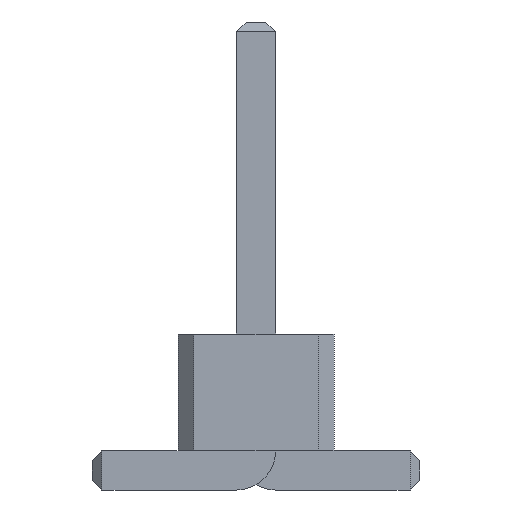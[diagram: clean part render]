
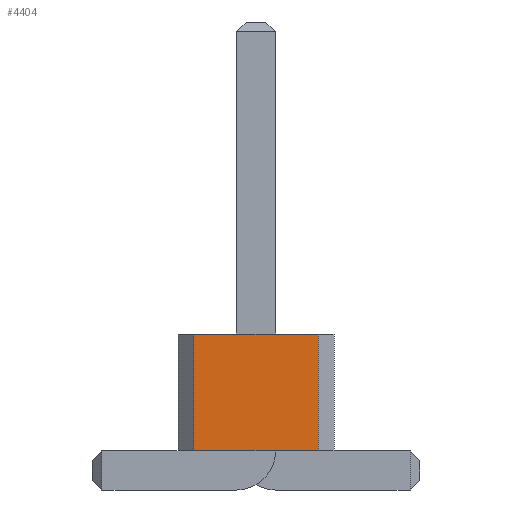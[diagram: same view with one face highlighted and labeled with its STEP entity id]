
A CAD part, front view. The second image highlights one B-rep face of the part: STEP entity #4404.
In plain terms, the highlighted planar face has unit normal (0, -1, 0).
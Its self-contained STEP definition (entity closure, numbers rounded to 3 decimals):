
#830 = VERTEX_POINT('',#831);
#831 = CARTESIAN_POINT('',(0.8,-15.,0.5));
#837 = EDGE_CURVE('',#838,#830,#840,.T.);
#838 = VERTEX_POINT('',#839);
#839 = CARTESIAN_POINT('',(-0.8,-15.,0.5));
#840 = LINE('',#841,#842);
#841 = CARTESIAN_POINT('',(-0.8,-15.,0.5));
#842 = VECTOR('',#843,1.);
#843 = DIRECTION('',(1.,0.,0.));
#1926 = VERTEX_POINT('',#1927);
#1927 = CARTESIAN_POINT('',(0.8,-15.,2.));
#1933 = EDGE_CURVE('',#1934,#1926,#1936,.T.);
#1934 = VERTEX_POINT('',#1935);
#1935 = CARTESIAN_POINT('',(-0.8,-15.,2.));
#1936 = LINE('',#1937,#1938);
#1937 = CARTESIAN_POINT('',(-0.8,-15.,2.));
#1938 = VECTOR('',#1939,1.);
#1939 = DIRECTION('',(1.,0.,0.));
#4393 = EDGE_CURVE('',#838,#1934,#4394,.T.);
#4394 = LINE('',#4395,#4396);
#4395 = CARTESIAN_POINT('',(-0.8,-15.,0.5));
#4396 = VECTOR('',#4397,1.);
#4397 = DIRECTION('',(0.,0.,1.));
#4404 = ADVANCED_FACE('',(#4405),#4416,.F.);
#4405 = FACE_BOUND('',#4406,.F.);
#4406 = EDGE_LOOP('',(#4407,#4408,#4409,#4415));
#4407 = ORIENTED_EDGE('',*,*,#4393,.T.);
#4408 = ORIENTED_EDGE('',*,*,#1933,.T.);
#4409 = ORIENTED_EDGE('',*,*,#4410,.F.);
#4410 = EDGE_CURVE('',#830,#1926,#4411,.T.);
#4411 = LINE('',#4412,#4413);
#4412 = CARTESIAN_POINT('',(0.8,-15.,0.5));
#4413 = VECTOR('',#4414,1.);
#4414 = DIRECTION('',(0.,0.,1.));
#4415 = ORIENTED_EDGE('',*,*,#837,.F.);
#4416 = PLANE('',#4417);
#4417 = AXIS2_PLACEMENT_3D('',#4418,#4419,#4420);
#4418 = CARTESIAN_POINT('',(-0.8,-15.,0.5));
#4419 = DIRECTION('',(0.,1.,0.));
#4420 = DIRECTION('',(1.,0.,0.));
